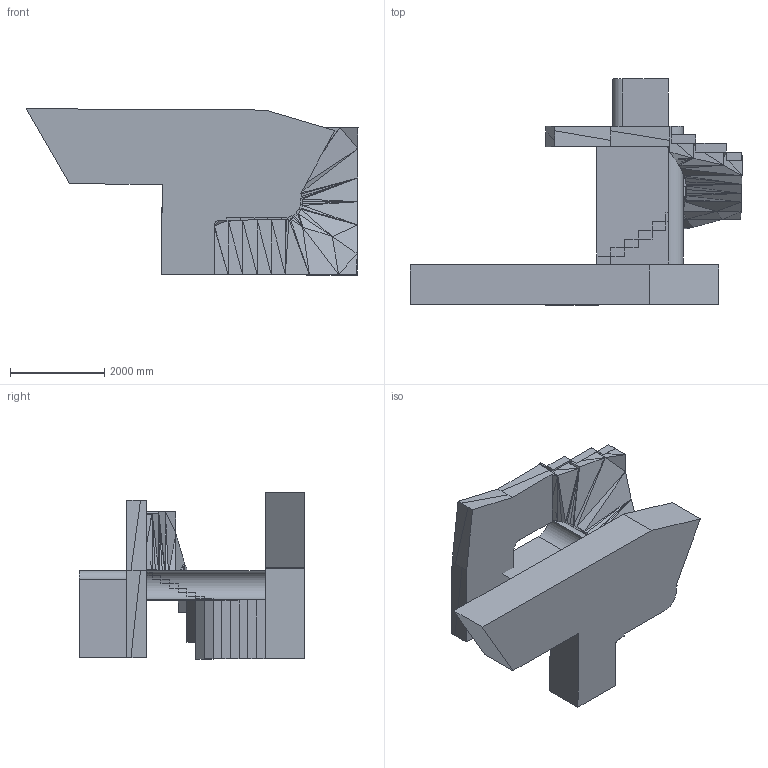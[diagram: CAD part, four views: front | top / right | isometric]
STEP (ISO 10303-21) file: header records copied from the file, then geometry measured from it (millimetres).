
FILE_DESCRIPTION(/* description */ (''),/* implementation_level */ '2;1');
FILE_NAME(/* name */ 'Vermessung Treppe rund.stp',/* time_stamp */ '2025-03-27T17:54:20+01:00',/* author */ ('MarKANT'),/* organization */ (''),/* preprocessor_version */ 'ST-DEVELOPER v19.2',/* originating_system */ 'Autodesk Inventor 2023',/* authorisation */ '');
FILE_SCHEMA (('AUTOMOTIVE_DESIGN { 1 0 10303 214 3 1 1 }'));
Length unit declared in the file: millimetre
Products named in the file (1): Vermessung Treppe rund
Bounding box: 7033.27 x 4787 x 3529.07 mm (x, y, z)
Volume: 15519924711.7 mm3; surface area: 95495725.5 mm2
Topology: 4 solids, 6 shells, 397 faces, 954 edges, 543 vertices
Faces by surface type: plane 381, cylinder 16
Entity records: 11109 total; most frequent: CARTESIAN_POINT 1897, ORIENTED_EDGE 1896, DIRECTION 1783, EDGE_CURVE 955, LINE 923, VECTOR 923, VERTEX_POINT 544, AXIS2_PLACEMENT_3D 430
